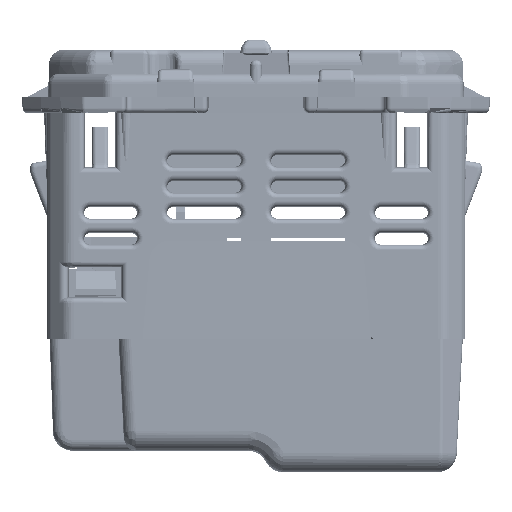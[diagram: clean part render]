
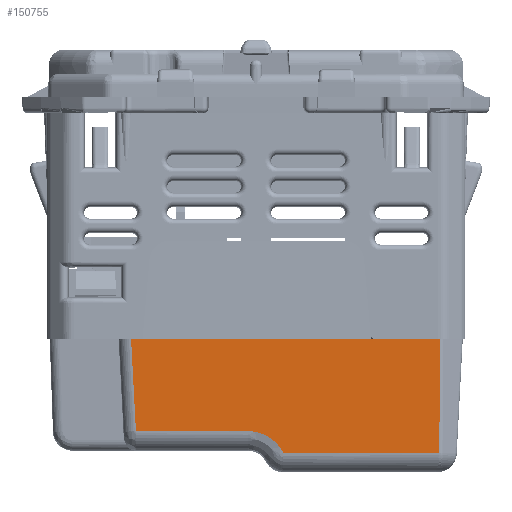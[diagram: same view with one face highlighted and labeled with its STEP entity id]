
A CAD part, left-side view. The second image highlights one B-rep face of the part: STEP entity #150755.
In plain terms, the highlighted planar face has unit normal (-1, 0, -0.009).
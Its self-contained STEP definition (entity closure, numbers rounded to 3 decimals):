
#150705=AXIS2_PLACEMENT_3D('Plane Axis2P3D',#150702,#150703,#150704) ;
#149069=CARTESIAN_POINT('Vertex',(-19.748,0.756,-30.622)) ;
#149072=CARTESIAN_POINT('Line Origine',(-19.748,0.979,-30.622)) ;
#149076=CARTESIAN_POINT('Vertex',(-19.748,11.56,-30.622)) ;
#150678=CARTESIAN_POINT('Vertex',(-19.73,-2.625,-32.687)) ;
#150682=CARTESIAN_POINT('Control Point',(-19.73,-2.625,-32.687)) ;
#150683=CARTESIAN_POINT('Control Point',(-19.732,-2.464,-32.373)) ;
#150684=CARTESIAN_POINT('Control Point',(-19.735,-2.267,-32.078)) ;
#150685=CARTESIAN_POINT('Control Point',(-19.737,-2.036,-31.808)) ;
#150686=CARTESIAN_POINT('Control Point',(-19.742,-1.516,-31.325)) ;
#150687=CARTESIAN_POINT('Control Point',(-19.745,-0.899,-30.974)) ;
#150688=CARTESIAN_POINT('Control Point',(-19.746,-0.571,-30.835)) ;
#150689=CARTESIAN_POINT('Control Point',(-19.747,-0.106,-30.699)) ;
#150690=CARTESIAN_POINT('Control Point',(-19.748,0.372,-30.638)) ;
#150691=CARTESIAN_POINT('Control Point',(-19.748,0.5,-30.627)) ;
#150692=CARTESIAN_POINT('Control Point',(-19.748,0.628,-30.622)) ;
#150693=CARTESIAN_POINT('Control Point',(-19.748,0.756,-30.622)) ;
#150702=CARTESIAN_POINT('Axis2P3D Location',(-19.825,-0.075,-21.77)) ;
#150707=CARTESIAN_POINT('Line Origine',(-19.73,4.815,-32.687)) ;
#150711=CARTESIAN_POINT('Vertex',(-19.73,-17.653,-32.687)) ;
#150715=CARTESIAN_POINT('Control Point',(-19.73,-17.653,-32.687)) ;
#150716=CARTESIAN_POINT('Control Point',(-19.825,-17.693,-21.77)) ;
#150717=CARTESIAN_POINT('Vertex',(-19.825,-17.693,-21.77)) ;
#150720=CARTESIAN_POINT('Line Origine',(-19.825,4.815,-21.77)) ;
#150724=CARTESIAN_POINT('Vertex',(-19.825,-11.075,-21.77)) ;
#150727=CARTESIAN_POINT('Line Origine',(-19.825,4.815,-21.77)) ;
#150731=CARTESIAN_POINT('Vertex',(-19.825,10.925,-21.77)) ;
#150734=CARTESIAN_POINT('Line Origine',(-19.825,4.815,-21.77)) ;
#150738=CARTESIAN_POINT('Vertex',(-19.825,12.024,-21.77)) ;
#150742=CARTESIAN_POINT('Control Point',(-19.825,12.024,-21.77)) ;
#150743=CARTESIAN_POINT('Control Point',(-19.748,11.56,-30.622)) ;
#149073=DIRECTION('Vector Direction',(0.,1.,0.)) ;
#150703=DIRECTION('Axis2P3D Direction',(-1.,0.,-0.009)) ;
#150704=DIRECTION('Axis2P3D XDirection',(0.,-1.,0.)) ;
#150708=DIRECTION('Vector Direction',(0.,-1.,0.)) ;
#150721=DIRECTION('Vector Direction',(0.,-1.,0.)) ;
#150728=DIRECTION('Vector Direction',(0.,-1.,0.)) ;
#150735=DIRECTION('Vector Direction',(0.,-1.,0.)) ;
#149074=VECTOR('Line Direction',#149073,1.) ;
#150709=VECTOR('Line Direction',#150708,1.) ;
#150722=VECTOR('Line Direction',#150721,1.) ;
#150729=VECTOR('Line Direction',#150728,1.) ;
#150736=VECTOR('Line Direction',#150735,1.) ;
#150746=ORIENTED_EDGE('',*,*,#149078,.F.) ;
#150747=ORIENTED_EDGE('',*,*,#150694,.F.) ;
#150748=ORIENTED_EDGE('',*,*,#150713,.F.) ;
#150749=ORIENTED_EDGE('',*,*,#150719,.F.) ;
#150750=ORIENTED_EDGE('',*,*,#150726,.F.) ;
#150751=ORIENTED_EDGE('',*,*,#150733,.T.) ;
#150752=ORIENTED_EDGE('',*,*,#150740,.F.) ;
#150753=ORIENTED_EDGE('',*,*,#150744,.T.) ;
#150755=ADVANCED_FACE('EG00679AA.1\\Corps principal',(#150754),#150706,.T.) ;
#150681=B_SPLINE_CURVE_WITH_KNOTS('',5,(#150682,#150683,#150684,#150685,#150686,#150687,#150688,#150689,#150690,#150691,#150692,#150693),.UNSPECIFIED.,.F.,.U.,(6,3,3,6),(5.544,7.513,9.486,10.203),.UNSPECIFIED.) ;
#150714=B_SPLINE_CURVE_WITH_KNOTS('',1,(#150715,#150716),.UNSPECIFIED.,.F.,.U.,(2,2),(-5.459,5.459),.UNSPECIFIED.) ;
#150741=B_SPLINE_CURVE_WITH_KNOTS('',1,(#150742,#150743),.UNSPECIFIED.,.F.,.U.,(2,2),(-5.456,3.408),.UNSPECIFIED.) ;
#149078=EDGE_CURVE('',#149070,#149077,#149075,.T.) ;
#150694=EDGE_CURVE('',#150679,#149070,#150681,.T.) ;
#150713=EDGE_CURVE('',#150712,#150679,#150710,.F.) ;
#150719=EDGE_CURVE('',#150718,#150712,#150714,.F.) ;
#150726=EDGE_CURVE('',#150725,#150718,#150723,.T.) ;
#150733=EDGE_CURVE('',#150725,#150732,#150730,.F.) ;
#150740=EDGE_CURVE('',#150739,#150732,#150737,.T.) ;
#150744=EDGE_CURVE('',#150739,#149077,#150741,.T.) ;
#150745=EDGE_LOOP('',(#150746,#150747,#150748,#150749,#150750,#150751,#150752,#150753)) ;
#150754=FACE_OUTER_BOUND('',#150745,.T.) ;
#149075=LINE('Line',#149072,#149074) ;
#150710=LINE('Line',#150707,#150709) ;
#150723=LINE('Line',#150720,#150722) ;
#150730=LINE('Line',#150727,#150729) ;
#150737=LINE('Line',#150734,#150736) ;
#150706=PLANE('',#150705) ;
#149070=VERTEX_POINT('',#149069) ;
#149077=VERTEX_POINT('',#149076) ;
#150679=VERTEX_POINT('',#150678) ;
#150712=VERTEX_POINT('',#150711) ;
#150718=VERTEX_POINT('',#150717) ;
#150725=VERTEX_POINT('',#150724) ;
#150732=VERTEX_POINT('',#150731) ;
#150739=VERTEX_POINT('',#150738) ;
